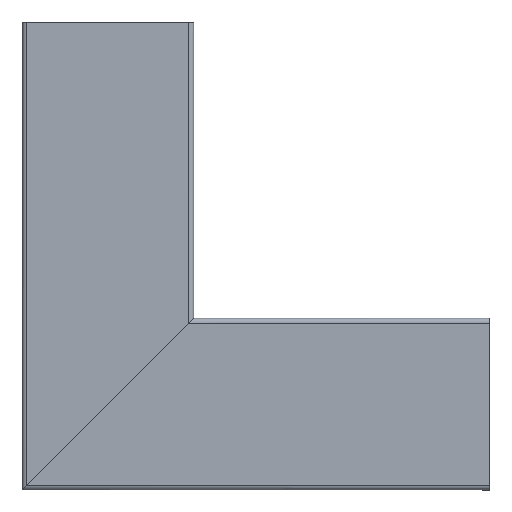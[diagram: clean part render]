
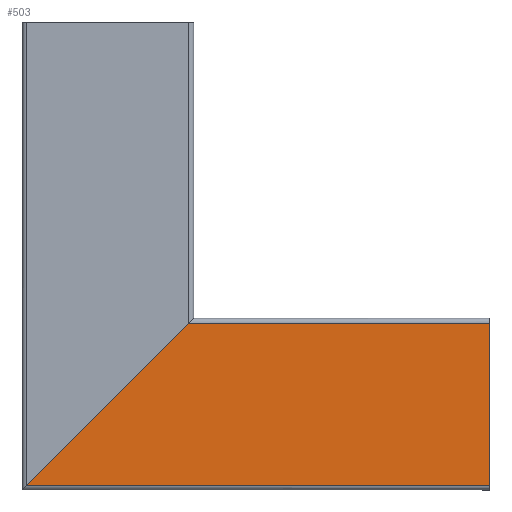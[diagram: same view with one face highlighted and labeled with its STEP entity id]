
A CAD part, front view. The second image highlights one B-rep face of the part: STEP entity #503.
In plain terms, the highlighted planar face has unit normal (0, -1, 0).
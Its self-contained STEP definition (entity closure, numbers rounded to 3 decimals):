
#48 = DIRECTION ( 'NONE',  ( 0.707, 0., -0.707 ) ) ;
#58 = CARTESIAN_POINT ( 'NONE',  ( -52., -70., 300. ) ) ;
#149 = VERTEX_POINT ( 'NONE', #1136 ) ;
#164 = DIRECTION ( 'NONE',  ( 0., 0., -1. ) ) ;
#255 = AXIS2_PLACEMENT_3D ( 'NONE', #58, #651, #417 ) ;
#269 = VERTEX_POINT ( 'NONE', #1048 ) ;
#302 = CARTESIAN_POINT ( 'NONE',  ( -52., -70., 107. ) ) ;
#306 = DIRECTION ( 'NONE',  ( 0., 0., -1. ) ) ;
#311 = PLANE ( 'NONE',  #255 ) ;
#367 = LINE ( 'NONE', #727, #842 ) ;
#393 = CARTESIAN_POINT ( 'NONE',  ( 52., -70., 300. ) ) ;
#417 = DIRECTION ( 'NONE',  ( 0., 0., 1. ) ) ;
#462 = EDGE_LOOP ( 'NONE', ( #1267, #526, #546, #1199 ) ) ;
#503 = ADVANCED_FACE ( 'NONE', ( #534 ), #311, .F. ) ;
#521 = VERTEX_POINT ( 'NONE', #687 ) ;
#526 = ORIENTED_EDGE ( 'NONE', *, *, #573, .T. ) ;
#533 = CARTESIAN_POINT ( 'NONE',  ( -52., -70., 300. ) ) ;
#534 = FACE_OUTER_BOUND ( 'NONE', #462, .T. ) ;
#546 = ORIENTED_EDGE ( 'NONE', *, *, #609, .F. ) ;
#573 = EDGE_CURVE ( 'NONE', #676, #149, #367, .T. ) ;
#578 = VECTOR ( 'NONE', #306, 1000. ) ;
#600 = CARTESIAN_POINT ( 'NONE',  ( -52., -70., 300. ) ) ;
#609 = EDGE_CURVE ( 'NONE', #521, #149, #963, .T. ) ;
#651 = DIRECTION ( 'NONE',  ( 0., 1., 0. ) ) ;
#676 = VERTEX_POINT ( 'NONE', #302 ) ;
#687 = CARTESIAN_POINT ( 'NONE',  ( 52., -70., 300. ) ) ;
#693 = LINE ( 'NONE', #533, #959 ) ;
#707 = VECTOR ( 'NONE', #164, 1000. ) ;
#727 = CARTESIAN_POINT ( 'NONE',  ( -55., -70., 110. ) ) ;
#739 = LINE ( 'NONE', #600, #707 ) ;
#832 = DIRECTION ( 'NONE',  ( 1., 0., 0. ) ) ;
#842 = VECTOR ( 'NONE', #48, 1000. ) ;
#959 = VECTOR ( 'NONE', #832, 1000. ) ;
#963 = LINE ( 'NONE', #393, #578 ) ;
#978 = EDGE_CURVE ( 'NONE', #269, #521, #693, .T. ) ;
#1048 = CARTESIAN_POINT ( 'NONE',  ( -52., -70., 300. ) ) ;
#1136 = CARTESIAN_POINT ( 'NONE',  ( 52., -70., 3. ) ) ;
#1140 = EDGE_CURVE ( 'NONE', #269, #676, #739, .T. ) ;
#1199 = ORIENTED_EDGE ( 'NONE', *, *, #978, .F. ) ;
#1267 = ORIENTED_EDGE ( 'NONE', *, *, #1140, .T. ) ;
